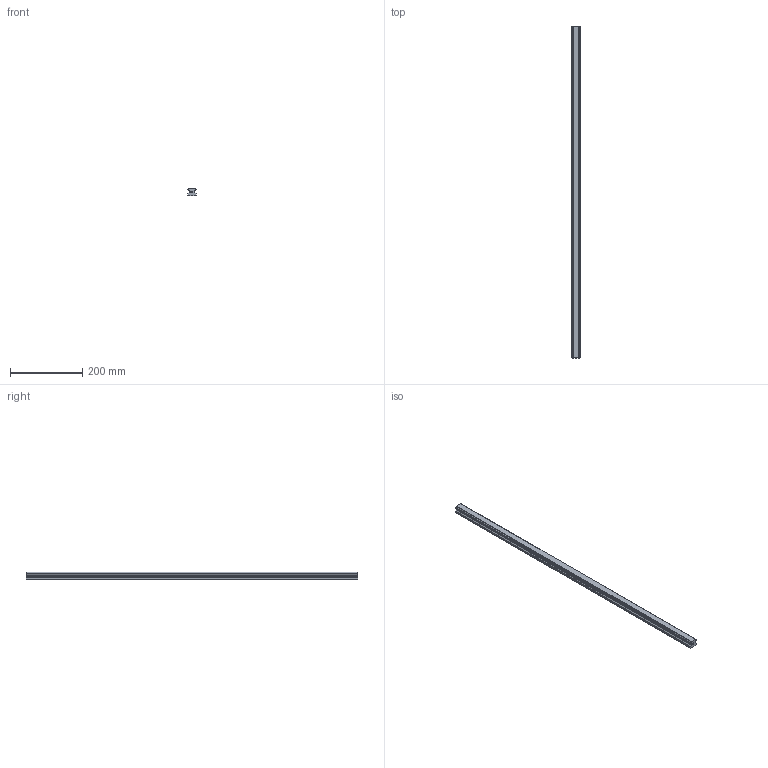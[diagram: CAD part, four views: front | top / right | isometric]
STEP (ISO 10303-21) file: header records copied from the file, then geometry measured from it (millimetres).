
FILE_DESCRIPTION(('STEP AP214'),'1');
FILE_NAME('cctmp_BC085F6D-79E4-4F97-9EBA-FB20DE799B41_2021_01_25_10_19_05_0248..stp','2021-01-25T09:19:05',('HIWIN GmbH'),('CADClick - www.CADClick.com'),'Spatial InterOp 3D',' ','unknown authorization');
FILE_SCHEMA(('AUTOMOTIVE_DESIGN'));
Length unit declared in the file: millimetre
Products named in the file (1): HGR25T920C_FILE
Bounding box: 23 x 920 x 22 mm (x, y, z)
Volume: 397594.6 mm3; surface area: 88074.2 mm2
Topology: 1 solids, 1 shells, 223 faces, 667 edges, 418 vertices
Faces by surface type: plane 137, cylinder 54, cone 32
Entity records: 9125 total; most frequent: DIRECTION 1319, CARTESIAN_POINT 1277, ORIENTED_EDGE 1270, EDGE_CURVE 635, AXIS2_PLACEMENT_3D 460, VERTEX_POINT 418, LINE 399, VECTOR 399
